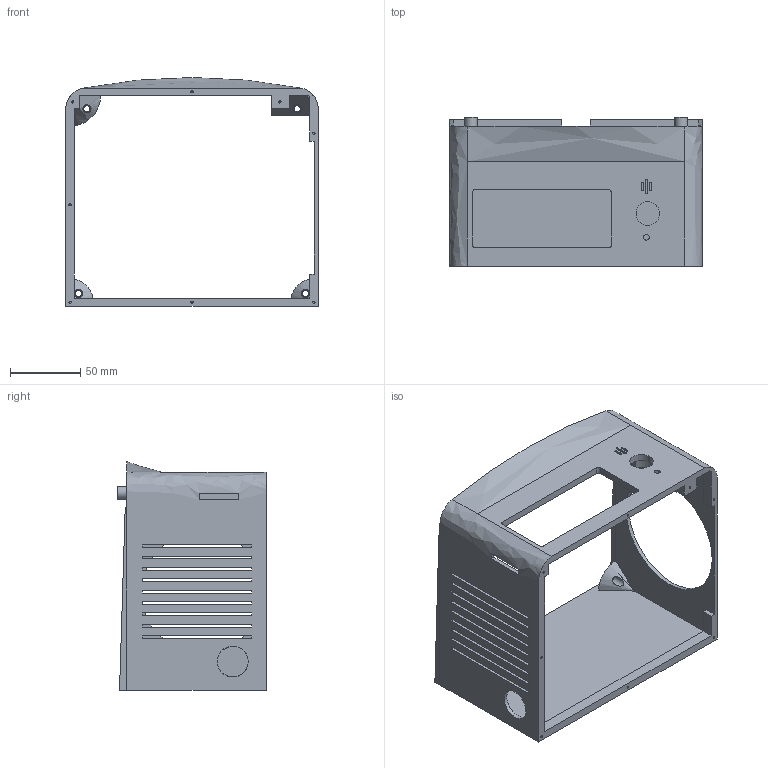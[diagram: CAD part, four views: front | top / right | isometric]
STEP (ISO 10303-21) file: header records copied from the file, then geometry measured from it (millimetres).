
FILE_DESCRIPTION(/* description */ (''),/* implementation_level */ '2;1');
FILE_NAME(/* name */ 'Shell.step',/* time_stamp */ '2021-07-15T00:34:54-04:00',/* author */ (''),/* organization */ (''),/* preprocessor_version */ 'ST-DEVELOPER v18.1',/* originating_system */ 'Autodesk Translation Framework v10.9.0.1377',/* authorisation */ '');
FILE_SCHEMA (('AUTOMOTIVE_DESIGN { 1 0 10303 214 3 1 1 }'));
Length unit declared in the file: millimetre
Products named in the file (1): Shell
Bounding box: 180 x 106.15 x 163.37 mm (x, y, z)
Volume: 222840.4 mm3; surface area: 128064.2 mm2
Topology: 1 solids, 1 shells, 157 faces, 420 edges, 274 vertices
Faces by surface type: plane 103, cylinder 39, bspline 9, cone 6
Full cylindrical faces by diameter (mm): 1.6 x8, 2.375 x4, 4 x1, 4.5 x4, 5.9 x4, 9 x2, 16.8 x1, 22 x1, 87.048 x1
Entity records: 5503 total; most frequent: CARTESIAN_POINT 1659, ORIENTED_EDGE 830, DIRECTION 672, EDGE_CURVE 415, VERTEX_POINT 274, AXIS2_PLACEMENT_3D 232, EDGE_LOOP 220, LINE 208
